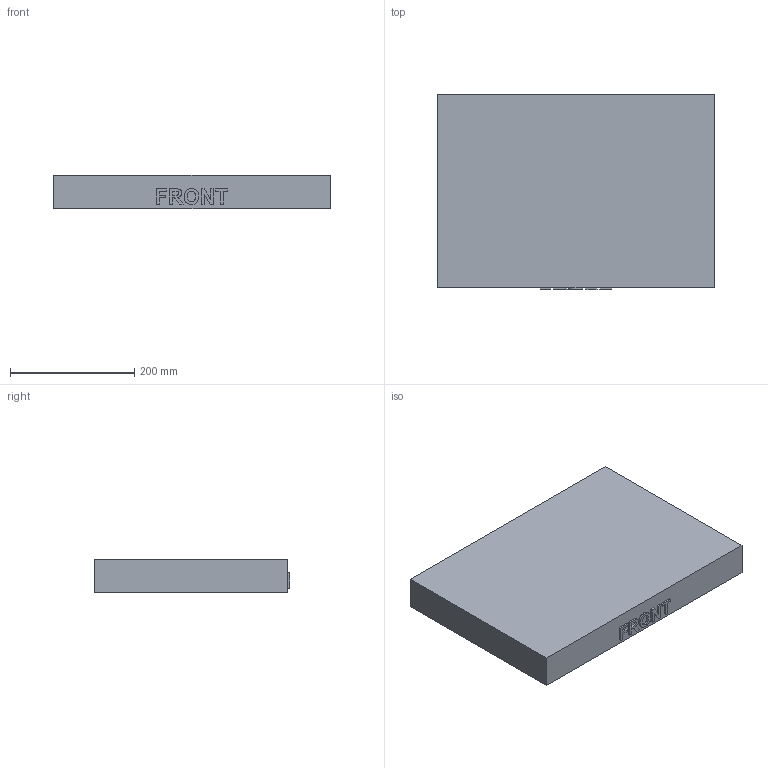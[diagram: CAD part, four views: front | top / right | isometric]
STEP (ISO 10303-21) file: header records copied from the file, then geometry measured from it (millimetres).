
FILE_DESCRIPTION( ( 'Unknown' ), '1' );
FILE_NAME( '2300-lid_internal_tub.stp', 'Unknown', ( 'Unknown' ), ( 'Unknown' ), 'PSStep 10.1', 'Unknown', ' ' );
FILE_SCHEMA( ( 'AUTOMOTIVE_DESIGN { 1 0 10303 214 1 1 1 1 }' ) );
Length unit declared in the file: millimetre
Products named in the file (1): 1
Bounding box: 444.5 x 314.32 x 53.98 mm (x, y, z)
Volume: 1209803.9 mm3; surface area: 422623.6 mm2
Topology: 1 solids, 1 shells, 173 faces, 417 edges, 250 vertices
Faces by surface type: plane 71, cylinder 52, bspline 44, extrusion 6
Entity records: 6597 total; most frequent: CARTESIAN_POINT 2940, ORIENTED_EDGE 822, DIRECTION 659, EDGE_CURVE 411, VERTEX_POINT 250, AXIS2_PLACEMENT_3D 248, EDGE_LOOP 183, FACE_OUTER_BOUND 175
